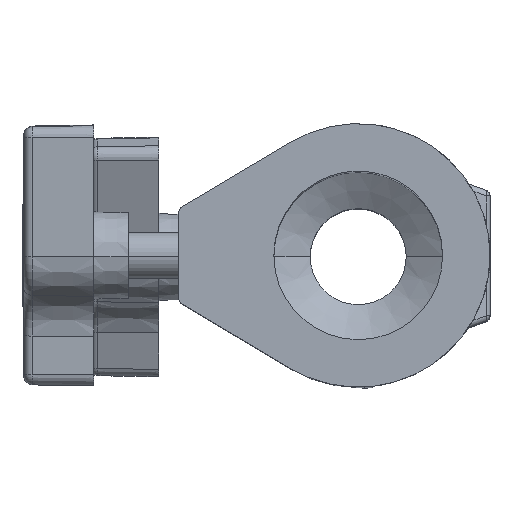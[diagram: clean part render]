
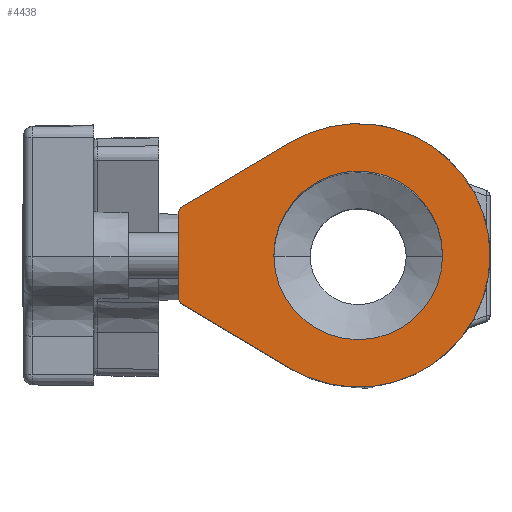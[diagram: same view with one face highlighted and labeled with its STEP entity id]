
A CAD part, top view. The second image highlights one B-rep face of the part: STEP entity #4438.
In plain terms, the highlighted planar face has unit normal (0, 0, 1).
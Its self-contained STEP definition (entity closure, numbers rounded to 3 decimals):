
#56 = EDGE_CURVE ( 'NONE', #17613, #4692, #17281, .T. ) ;
#470 = FACE_OUTER_BOUND ( 'NONE', #9604, .T. ) ;
#558 = EDGE_CURVE ( 'NONE', #5305, #3271, #15801, .T. ) ;
#582 = CIRCLE ( 'NONE', #14381, 22.65 ) ;
#846 = ORIENTED_EDGE ( 'NONE', *, *, #13809, .F. ) ;
#999 = AXIS2_PLACEMENT_3D ( 'NONE', #18263, #9043, #7644 ) ;
#1464 = ORIENTED_EDGE ( 'NONE', *, *, #11227, .F. ) ;
#1677 = DIRECTION ( 'NONE',  ( 0., 0., -1. ) ) ;
#1781 = DIRECTION ( 'NONE',  ( 1., 0., 0. ) ) ;
#1785 = AXIS2_PLACEMENT_3D ( 'NONE', #17173, #15497, #14002 ) ;
#2066 = DIRECTION ( 'NONE',  ( 0., 1., 0. ) ) ;
#2589 = CARTESIAN_POINT ( 'NONE',  ( 14.5, 0., 85. ) ) ;
#3129 = CARTESIAN_POINT ( 'NONE',  ( -30.85, 8., 85. ) ) ;
#3271 = VERTEX_POINT ( 'NONE', #8924 ) ;
#3849 = CARTESIAN_POINT ( 'NONE',  ( -11.582, -19.465, 85. ) ) ;
#4438 = ADVANCED_FACE ( 'NONE', ( #12183, #470 ), #11159, .T. ) ;
#4584 = AXIS2_PLACEMENT_3D ( 'NONE', #19035, #17414, #8219 ) ;
#4692 = VERTEX_POINT ( 'NONE', #11874 ) ;
#4852 = AXIS2_PLACEMENT_3D ( 'NONE', #18312, #10838, #12292 ) ;
#5139 = CARTESIAN_POINT ( 'NONE',  ( -30.85, -7.431, 85. ) ) ;
#5305 = VERTEX_POINT ( 'NONE', #2589 ) ;
#5312 = DIRECTION ( 'NONE',  ( 1., 0., 0. ) ) ;
#6157 = CIRCLE ( 'NONE', #15328, 1. ) ;
#6159 = DIRECTION ( 'NONE',  ( 0.859, 0.511, 0. ) ) ;
#6796 = LINE ( 'NONE', #3129, #7517 ) ;
#6939 = EDGE_CURVE ( 'NONE', #17613, #9916, #19101, .T. ) ;
#7517 = VECTOR ( 'NONE', #6159, 1000. ) ;
#7644 = DIRECTION ( 'NONE',  ( -1., 0., 0. ) ) ;
#7972 = CARTESIAN_POINT ( 'NONE',  ( 0., 0., 85. ) ) ;
#8176 = EDGE_LOOP ( 'NONE', ( #12074, #12815 ) ) ;
#8208 = VECTOR ( 'NONE', #9649, 1000. ) ;
#8219 = DIRECTION ( 'NONE',  ( 1., 0., 0. ) ) ;
#8657 = CIRCLE ( 'NONE', #4852, 14.5 ) ;
#8893 = ORIENTED_EDGE ( 'NONE', *, *, #19104, .T. ) ;
#8924 = CARTESIAN_POINT ( 'NONE',  ( -14.5, 0., 85. ) ) ;
#9043 = DIRECTION ( 'NONE',  ( 0., 0., -1. ) ) ;
#9098 = VECTOR ( 'NONE', #2066, 1000. ) ;
#9604 = EDGE_LOOP ( 'NONE', ( #1464, #8893, #18771, #13855, #9843, #846, #16057 ) ) ;
#9649 = DIRECTION ( 'NONE',  ( -0.859, 0.511, 0. ) ) ;
#9746 = CARTESIAN_POINT ( 'NONE',  ( -30.85, 8., 85. ) ) ;
#9843 = ORIENTED_EDGE ( 'NONE', *, *, #10400, .F. ) ;
#9878 = LINE ( 'NONE', #12776, #8208 ) ;
#9916 = VERTEX_POINT ( 'NONE', #18520 ) ;
#9943 = EDGE_CURVE ( 'NONE', #13689, #14154, #582, .T. ) ;
#10400 = EDGE_CURVE ( 'NONE', #10929, #9916, #9878, .T. ) ;
#10838 = DIRECTION ( 'NONE',  ( 0., 0., -1. ) ) ;
#10929 = VERTEX_POINT ( 'NONE', #3849 ) ;
#11159 = PLANE ( 'NONE',  #4584 ) ;
#11227 = EDGE_CURVE ( 'NONE', #12455, #13689, #6796, .T. ) ;
#11874 = CARTESIAN_POINT ( 'NONE',  ( -30.85, 7.431, 85. ) ) ;
#12074 = ORIENTED_EDGE ( 'NONE', *, *, #14150, .T. ) ;
#12183 = FACE_BOUND ( 'NONE', #8176, .T. ) ;
#12292 = DIRECTION ( 'NONE',  ( -1., 0., 0. ) ) ;
#12369 = DIRECTION ( 'NONE',  ( -1., 0., 0. ) ) ;
#12455 = VERTEX_POINT ( 'NONE', #15094 ) ;
#12776 = CARTESIAN_POINT ( 'NONE',  ( -30.85, -8., 85. ) ) ;
#12815 = ORIENTED_EDGE ( 'NONE', *, *, #558, .T. ) ;
#12910 = CARTESIAN_POINT ( 'NONE',  ( -29.85, 7.431, 85. ) ) ;
#13461 = CIRCLE ( 'NONE', #1785, 22.65 ) ;
#13689 = VERTEX_POINT ( 'NONE', #17988 ) ;
#13809 = EDGE_CURVE ( 'NONE', #14154, #10929, #13461, .T. ) ;
#13855 = ORIENTED_EDGE ( 'NONE', *, *, #6939, .T. ) ;
#14002 = DIRECTION ( 'NONE',  ( -1., 0., 0. ) ) ;
#14150 = EDGE_CURVE ( 'NONE', #3271, #5305, #8657, .T. ) ;
#14154 = VERTEX_POINT ( 'NONE', #14931 ) ;
#14381 = AXIS2_PLACEMENT_3D ( 'NONE', #7972, #1677, #12369 ) ;
#14485 = DIRECTION ( 'NONE',  ( 0., 0., 1. ) ) ;
#14931 = CARTESIAN_POINT ( 'NONE',  ( 22.65, 0., 85. ) ) ;
#15094 = CARTESIAN_POINT ( 'NONE',  ( -30.361, 8.291, 85. ) ) ;
#15328 = AXIS2_PLACEMENT_3D ( 'NONE', #12910, #14485, #5312 ) ;
#15497 = DIRECTION ( 'NONE',  ( 0., 0., -1. ) ) ;
#15572 = CARTESIAN_POINT ( 'NONE',  ( -29.85, -7.431, 85. ) ) ;
#15801 = CIRCLE ( 'NONE', #999, 14.5 ) ;
#16057 = ORIENTED_EDGE ( 'NONE', *, *, #9943, .F. ) ;
#17173 = CARTESIAN_POINT ( 'NONE',  ( 0., 0., 85. ) ) ;
#17192 = DIRECTION ( 'NONE',  ( 0., 0., 1. ) ) ;
#17281 = LINE ( 'NONE', #9746, #9098 ) ;
#17414 = DIRECTION ( 'NONE',  ( 0., 0., 1. ) ) ;
#17613 = VERTEX_POINT ( 'NONE', #5139 ) ;
#17988 = CARTESIAN_POINT ( 'NONE',  ( -11.582, 19.465, 85. ) ) ;
#18263 = CARTESIAN_POINT ( 'NONE',  ( 0., 0., 85. ) ) ;
#18312 = CARTESIAN_POINT ( 'NONE',  ( 0., 0., 85. ) ) ;
#18520 = CARTESIAN_POINT ( 'NONE',  ( -30.361, -8.291, 85. ) ) ;
#18771 = ORIENTED_EDGE ( 'NONE', *, *, #56, .F. ) ;
#18891 = AXIS2_PLACEMENT_3D ( 'NONE', #15572, #17192, #1781 ) ;
#19035 = CARTESIAN_POINT ( 'NONE',  ( 0., 0., 85. ) ) ;
#19101 = CIRCLE ( 'NONE', #18891, 1. ) ;
#19104 = EDGE_CURVE ( 'NONE', #12455, #4692, #6157, .T. ) ;
